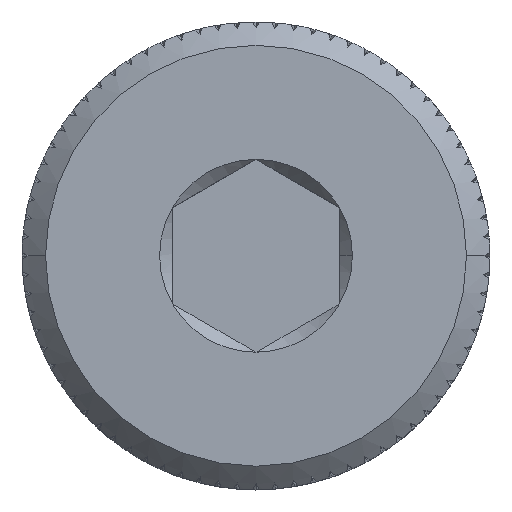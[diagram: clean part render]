
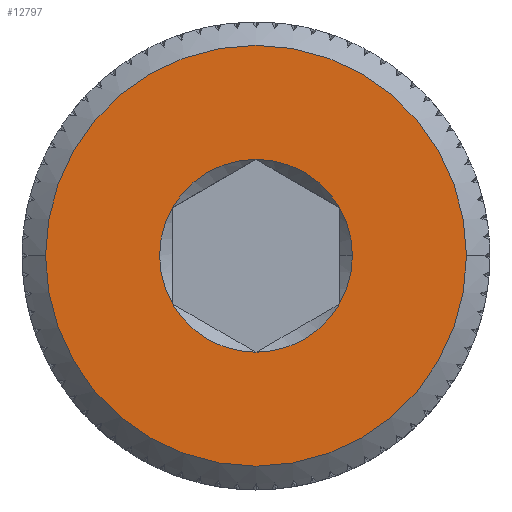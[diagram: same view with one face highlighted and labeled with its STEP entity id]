
A CAD part, top view. The second image highlights one B-rep face of the part: STEP entity #12797.
In plain terms, the highlighted planar face has unit normal (0, 0, 1).
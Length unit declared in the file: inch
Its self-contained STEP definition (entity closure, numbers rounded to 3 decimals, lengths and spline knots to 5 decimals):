
#149 = EDGE_LOOP ( 'NONE', ( #6279, #2651 ) ) ;
#253 = CARTESIAN_POINT ( 'NONE',  ( 0., 0., 0.95313 ) ) ;
#413 = CARTESIAN_POINT ( 'NONE',  ( 0., 0., 0.95313 ) ) ;
#477 = DIRECTION ( 'NONE',  ( 1., 0., 0. ) ) ;
#737 = CIRCLE ( 'NONE', #1808, 0.09021 ) ;
#857 = EDGE_CURVE ( 'NONE', #1015, #12664, #6814, .T. ) ;
#921 = ORIENTED_EDGE ( 'NONE', *, *, #6515, .F. ) ;
#960 = DIRECTION ( 'NONE',  ( 1., 0., 0. ) ) ;
#1015 = VERTEX_POINT ( 'NONE', #12219 ) ;
#1323 = EDGE_CURVE ( 'NONE', #12664, #6730, #3575, .T. ) ;
#1623 = CARTESIAN_POINT ( 'NONE',  ( -0.07813, 0.04511, 0.95313 ) ) ;
#1705 = CIRCLE ( 'NONE', #12212, 0.09021 ) ;
#1791 = AXIS2_PLACEMENT_3D ( 'NONE', #12581, #2399, #6284 ) ;
#1808 = AXIS2_PLACEMENT_3D ( 'NONE', #4757, #2825, #12186 ) ;
#1858 = CIRCLE ( 'NONE', #5096, 0.09021 ) ;
#1929 = AXIS2_PLACEMENT_3D ( 'NONE', #253, #12088, #5175 ) ;
#2008 = ORIENTED_EDGE ( 'NONE', *, *, #2569, .F. ) ;
#2399 = DIRECTION ( 'NONE',  ( 0., 0., 1. ) ) ;
#2422 = DIRECTION ( 'NONE',  ( 0., 0., 1. ) ) ;
#2443 = AXIS2_PLACEMENT_3D ( 'NONE', #10608, #8317, #4718 ) ;
#2474 = DIRECTION ( 'NONE',  ( 0., 0., 1. ) ) ;
#2548 = DIRECTION ( 'NONE',  ( -1., 0., 0. ) ) ;
#2563 = EDGE_CURVE ( 'NONE', #7402, #11708, #3175, .T. ) ;
#2569 = EDGE_CURVE ( 'NONE', #9122, #1015, #7481, .T. ) ;
#2651 = ORIENTED_EDGE ( 'NONE', *, *, #10476, .T. ) ;
#2773 = ORIENTED_EDGE ( 'NONE', *, *, #5621, .F. ) ;
#2825 = DIRECTION ( 'NONE',  ( 0., 0., 1. ) ) ;
#2845 = AXIS2_PLACEMENT_3D ( 'NONE', #10121, #3094, #3181 ) ;
#2993 = ORIENTED_EDGE ( 'NONE', *, *, #5243, .F. ) ;
#3094 = DIRECTION ( 'NONE',  ( 0., 0., 1. ) ) ;
#3175 = CIRCLE ( 'NONE', #1791, 0.09021 ) ;
#3181 = DIRECTION ( 'NONE',  ( 1., 0., 0. ) ) ;
#3575 = CIRCLE ( 'NONE', #6126, 0.09021 ) ;
#3967 = VERTEX_POINT ( 'NONE', #8077 ) ;
#4424 = CARTESIAN_POINT ( 'NONE',  ( 0.07812, -0.04511, 0.95313 ) ) ;
#4616 = DIRECTION ( 'NONE',  ( 0., 0., 1. ) ) ;
#4718 = DIRECTION ( 'NONE',  ( 1., 0., 0. ) ) ;
#4757 = CARTESIAN_POINT ( 'NONE',  ( 0., 0., 0.95313 ) ) ;
#5061 = ORIENTED_EDGE ( 'NONE', *, *, #857, .F. ) ;
#5096 = AXIS2_PLACEMENT_3D ( 'NONE', #413, #2422, #9308 ) ;
#5175 = DIRECTION ( 'NONE',  ( 1., 0., 0. ) ) ;
#5243 = EDGE_CURVE ( 'NONE', #11708, #9122, #1705, .T. ) ;
#5506 = CARTESIAN_POINT ( 'NONE',  ( 0., 0.09021, 0.95313 ) ) ;
#5520 = FACE_BOUND ( 'NONE', #9468, .T. ) ;
#5621 = EDGE_CURVE ( 'NONE', #6730, #3967, #1858, .T. ) ;
#5636 = CARTESIAN_POINT ( 'NONE',  ( 0., 0.19687, 0.95313 ) ) ;
#5882 = CARTESIAN_POINT ( 'NONE',  ( -0.07813, -0.04511, 0.95313 ) ) ;
#6126 = AXIS2_PLACEMENT_3D ( 'NONE', #7619, #4616, #9702 ) ;
#6279 = ORIENTED_EDGE ( 'NONE', *, *, #6766, .T. ) ;
#6284 = DIRECTION ( 'NONE',  ( 1., 0., 0. ) ) ;
#6471 = ORIENTED_EDGE ( 'NONE', *, *, #1323, .F. ) ;
#6482 = CARTESIAN_POINT ( 'NONE',  ( 0., 0., 0.95313 ) ) ;
#6515 = EDGE_CURVE ( 'NONE', #3967, #7402, #737, .T. ) ;
#6534 = AXIS2_PLACEMENT_3D ( 'NONE', #5636, #12386, #2548 ) ;
#6730 = VERTEX_POINT ( 'NONE', #10427 ) ;
#6766 = EDGE_CURVE ( 'NONE', #9296, #11113, #10166, .T. ) ;
#6814 = CIRCLE ( 'NONE', #2845, 0.09021 ) ;
#7402 = VERTEX_POINT ( 'NONE', #5506 ) ;
#7481 = CIRCLE ( 'NONE', #2443, 0.09021 ) ;
#7619 = CARTESIAN_POINT ( 'NONE',  ( 0., 0., 0.95313 ) ) ;
#8077 = CARTESIAN_POINT ( 'NONE',  ( 0.07812, 0.04511, 0.95313 ) ) ;
#8317 = DIRECTION ( 'NONE',  ( 0., 0., 1. ) ) ;
#9073 = AXIS2_PLACEMENT_3D ( 'NONE', #6482, #2474, #477 ) ;
#9122 = VERTEX_POINT ( 'NONE', #5882 ) ;
#9181 = CIRCLE ( 'NONE', #1929, 0.19687 ) ;
#9296 = VERTEX_POINT ( 'NONE', #11270 ) ;
#9308 = DIRECTION ( 'NONE',  ( 1., 0., 0. ) ) ;
#9468 = EDGE_LOOP ( 'NONE', ( #2993, #11914, #921, #2773, #6471, #5061, #2008 ) ) ;
#9528 = FACE_OUTER_BOUND ( 'NONE', #149, .T. ) ;
#9702 = DIRECTION ( 'NONE',  ( 1., 0., 0. ) ) ;
#9838 = DIRECTION ( 'NONE',  ( 0., 0., 1. ) ) ;
#10121 = CARTESIAN_POINT ( 'NONE',  ( 0., 0., 0.95313 ) ) ;
#10166 = CIRCLE ( 'NONE', #9073, 0.19687 ) ;
#10352 = CARTESIAN_POINT ( 'NONE',  ( 0.19687, 0., 0.95313 ) ) ;
#10427 = CARTESIAN_POINT ( 'NONE',  ( 0.09021, 0., 0.95313 ) ) ;
#10476 = EDGE_CURVE ( 'NONE', #11113, #9296, #9181, .T. ) ;
#10545 = PLANE ( 'NONE',  #6534 ) ;
#10608 = CARTESIAN_POINT ( 'NONE',  ( 0., 0., 0.95313 ) ) ;
#10833 = CARTESIAN_POINT ( 'NONE',  ( 0., 0., 0.95313 ) ) ;
#11113 = VERTEX_POINT ( 'NONE', #10352 ) ;
#11270 = CARTESIAN_POINT ( 'NONE',  ( -0.19687, 0., 0.95313 ) ) ;
#11708 = VERTEX_POINT ( 'NONE', #1623 ) ;
#11914 = ORIENTED_EDGE ( 'NONE', *, *, #2563, .F. ) ;
#12088 = DIRECTION ( 'NONE',  ( 0., 0., 1. ) ) ;
#12186 = DIRECTION ( 'NONE',  ( 1., 0., 0. ) ) ;
#12212 = AXIS2_PLACEMENT_3D ( 'NONE', #10833, #9838, #960 ) ;
#12219 = CARTESIAN_POINT ( 'NONE',  ( 0., -0.09021, 0.95313 ) ) ;
#12386 = DIRECTION ( 'NONE',  ( 0., 0., -1. ) ) ;
#12581 = CARTESIAN_POINT ( 'NONE',  ( 0., 0., 0.95313 ) ) ;
#12664 = VERTEX_POINT ( 'NONE', #4424 ) ;
#12797 = ADVANCED_FACE ( 'NONE', ( #5520, #9528 ), #10545, .F. ) ;
